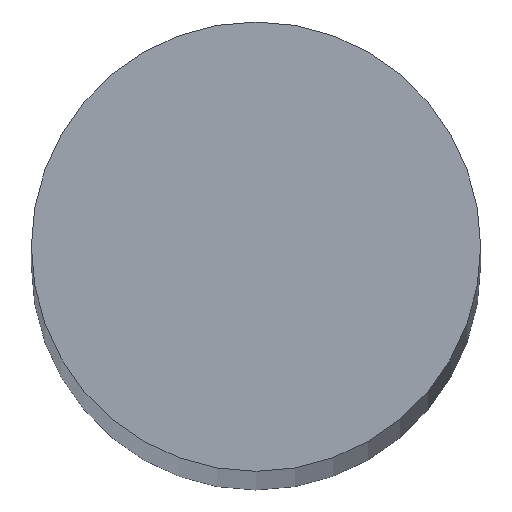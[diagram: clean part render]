
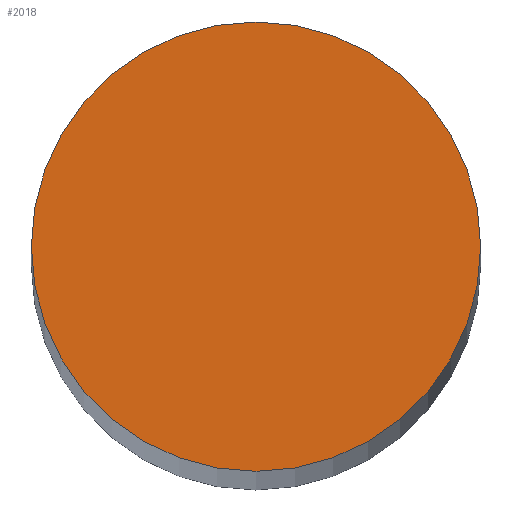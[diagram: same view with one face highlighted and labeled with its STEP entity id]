
A CAD part, top view. The second image highlights one B-rep face of the part: STEP entity #2018.
In plain terms, the highlighted planar face has unit normal (0, 0, 1).
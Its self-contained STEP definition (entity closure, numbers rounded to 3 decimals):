
#575 = DIRECTION ( 'NONE',  ( 0., 0., 1. ) ) ;
#1916 = PLANE ( 'NONE',  #7300 ) ;
#2018 = ADVANCED_FACE ( 'NONE', ( #6486 ), #1916, .T. ) ;
#2649 = VERTEX_POINT ( 'NONE', #7078 ) ;
#3120 = DIRECTION ( 'NONE',  ( 1., 0., 0. ) ) ;
#3909 = EDGE_LOOP ( 'NONE', ( #13597, #11096 ) ) ;
#4608 = EDGE_CURVE ( 'NONE', #2649, #12447, #8257, .T. ) ;
#4649 = AXIS2_PLACEMENT_3D ( 'NONE', #7548, #575, #14475 ) ;
#5070 = DIRECTION ( 'NONE',  ( 0., 0., 1. ) ) ;
#6486 = FACE_OUTER_BOUND ( 'NONE', #3909, .T. ) ;
#7044 = CIRCLE ( 'NONE', #4649, 21. ) ;
#7078 = CARTESIAN_POINT ( 'NONE',  ( 21., 0., 500. ) ) ;
#7300 = AXIS2_PLACEMENT_3D ( 'NONE', #12358, #14597, #3120 ) ;
#7430 = DIRECTION ( 'NONE',  ( 1., 0., 0. ) ) ;
#7548 = CARTESIAN_POINT ( 'NONE',  ( 0., 0., 500. ) ) ;
#8257 = CIRCLE ( 'NONE', #8965, 21. ) ;
#8599 = CARTESIAN_POINT ( 'NONE',  ( 0., 0., 500. ) ) ;
#8965 = AXIS2_PLACEMENT_3D ( 'NONE', #8599, #5070, #7430 ) ;
#11096 = ORIENTED_EDGE ( 'NONE', *, *, #4608, .T. ) ;
#12358 = CARTESIAN_POINT ( 'NONE',  ( 0., 0., 500. ) ) ;
#12447 = VERTEX_POINT ( 'NONE', #13716 ) ;
#13597 = ORIENTED_EDGE ( 'NONE', *, *, #14202, .T. ) ;
#13716 = CARTESIAN_POINT ( 'NONE',  ( -21., 0., 500. ) ) ;
#14202 = EDGE_CURVE ( 'NONE', #12447, #2649, #7044, .T. ) ;
#14475 = DIRECTION ( 'NONE',  ( 1., 0., 0. ) ) ;
#14597 = DIRECTION ( 'NONE',  ( 0., 0., 1. ) ) ;
